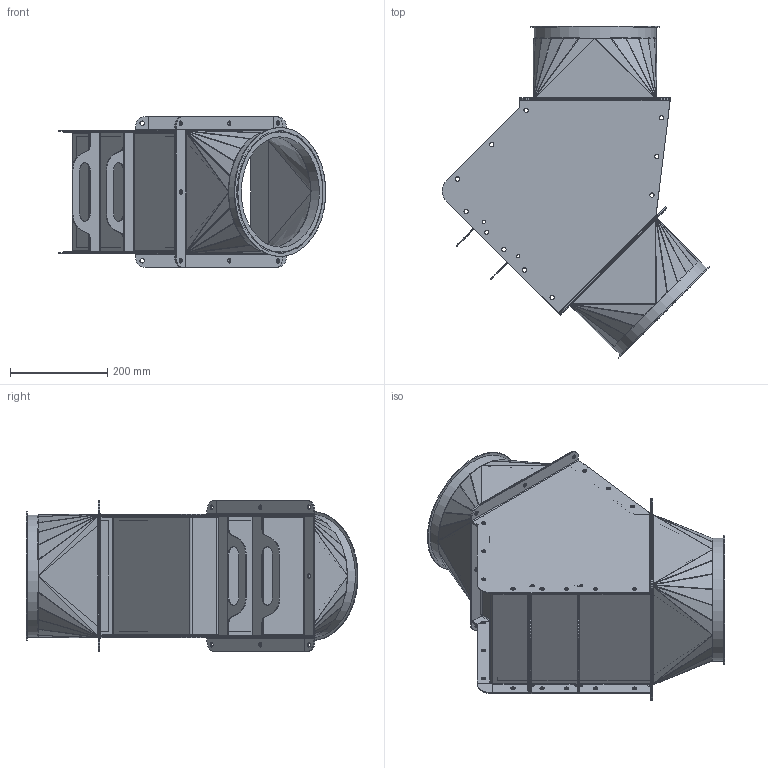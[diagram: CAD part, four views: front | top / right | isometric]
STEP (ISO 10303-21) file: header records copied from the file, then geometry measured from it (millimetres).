
FILE_DESCRIPTION(/* description */ (''),/* implementation_level */ '2;1');
FILE_NAME(/* name */ '4018020015671-APS-Getreidebremse, Ø250x2-45°;mÜ.stp',/* time_stamp */ '2014-12-19T12:12:50+01:00',/* author */ ('RJahn'),/* organization */ (''),/* preprocessor_version */ 'ST-DEVELOPER v15.6',/* originating_system */ 'Autodesk Inventor 2015',/* authorisation */ '');
FILE_SCHEMA (('AUTOMOTIVE_DESIGN { 1 0 10303 214 3 1 1 }'));
Length unit declared in the file: millimetre
Products named in the file (16): Seitenwand; Decksegment; Revisionsdeckel; Seitenwand_MIR; Rückwand; Vorderwand; Auskleidung 1; Auskleidung; Getreidebremse 250x250 mit Auskleidung; 1x45-250-2mm-Übergang-Übergang 4-teilig; 1x45-250-2mm-Übergang-Ring mit Bord; 1x45-250-2mm-Übergang; 1x45-250-2mm-Auskleidung-Übergang-runder Stutzen; 1x45-250-2mm-Auskleidung-Übergang-Übergang; 4018023015665-APS Übergangsstück gerade, Ø250-250x250; Getreidebremse 250x250 mit Übergängen und Auskleidung
Assembly tree (17 placements, depth 4):
  Getreidebremse 250x250 mit Übergängen und Auskleidung
    Getreidebremse 250x250 mit Auskleidung
      Seitenwand
      Decksegment
      Revisionsdeckel
      Seitenwand_MIR
      Rückwand
      Vorderwand
      Auskleidung 1  x2
      Auskleidung
    4018023015665-APS Übergangsstück gerade, Ø250-250x250  x2
      1x45-250-2mm-Übergang
        1x45-250-2mm-Übergang-Übergang 4-teilig
        1x45-250-2mm-Übergang-Ring mit Bord
      1x45-250-2mm-Auskleidung-Übergang-runder Stutzen
      1x45-250-2mm-Auskleidung-Übergang-Übergang
Bounding box: 550 x 682.43 x 310 mm (x, y, z)
Volume: 8456259.7 mm3; surface area: 3387158 mm2
Topology: 29 solids, 29 shells, 1118 faces, 2400 edges, 1344 vertices
Faces by surface type: plane 628, cylinder 338, bspline 152
Full cylindrical faces by diameter (mm): 7 x4, 9 x74, 227 x2, 247 x2, 249 x2, 253 x2, 265 x2
Entity records: 29360 total; most frequent: CARTESIAN_POINT 11923, DIRECTION 3511, ORIENTED_EDGE 3318, EDGE_CURVE 1657, AXIS2_PLACEMENT_3D 1198, LINE 1115, VECTOR 1115, EDGE_LOOP 1011
